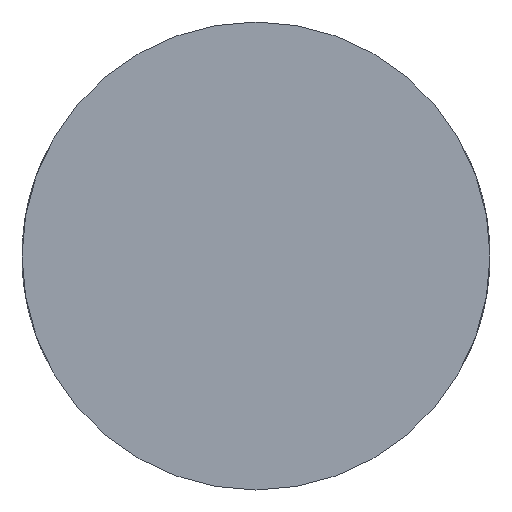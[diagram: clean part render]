
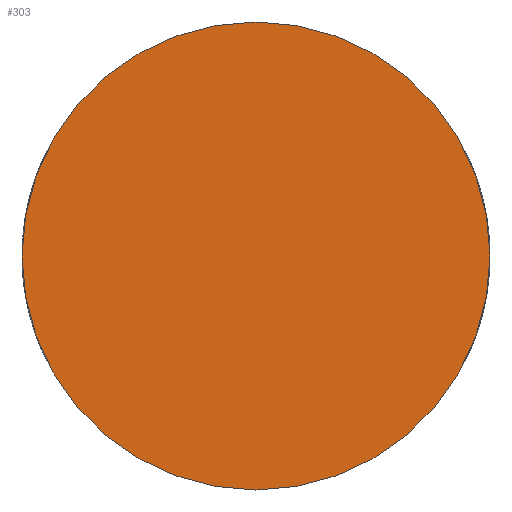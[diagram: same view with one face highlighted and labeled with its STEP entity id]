
A CAD part, front view. The second image highlights one B-rep face of the part: STEP entity #303.
In plain terms, the highlighted planar face has unit normal (0, -1, 0).
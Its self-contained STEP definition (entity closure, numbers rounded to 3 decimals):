
#97 = VERTEX_POINT('',#98);
#98 = CARTESIAN_POINT('',(5.8,-10.,0.));
#104 = EDGE_CURVE('',#97,#97,#105,.T.);
#105 = CIRCLE('',#106,5.8);
#106 = AXIS2_PLACEMENT_3D('',#107,#108,#109);
#107 = CARTESIAN_POINT('',(0.,-10.,0.));
#108 = DIRECTION('',(0.,-1.,0.));
#109 = DIRECTION('',(1.,0.,0.));
#303 = ADVANCED_FACE('',(#304),#307,.F.);
#304 = FACE_BOUND('',#305,.T.);
#305 = EDGE_LOOP('',(#306));
#306 = ORIENTED_EDGE('',*,*,#104,.T.);
#307 = PLANE('',#308);
#308 = AXIS2_PLACEMENT_3D('',#309,#310,#311);
#309 = CARTESIAN_POINT('',(0.,-10.,0.));
#310 = DIRECTION('',(0.,1.,0.));
#311 = DIRECTION('',(0.,0.,1.));
